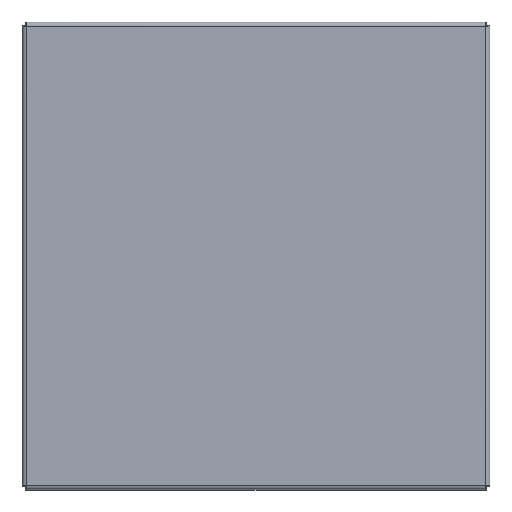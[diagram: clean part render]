
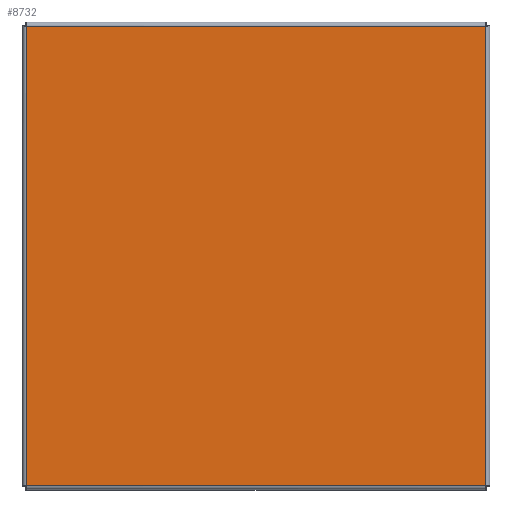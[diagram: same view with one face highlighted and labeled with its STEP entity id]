
A CAD part, top view. The second image highlights one B-rep face of the part: STEP entity #8732.
In plain terms, the highlighted planar face has unit normal (0, 0, 1).
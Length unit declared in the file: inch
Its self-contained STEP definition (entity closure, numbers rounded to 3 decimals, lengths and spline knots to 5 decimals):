
#146 = CARTESIAN_POINT ( 'NONE',  ( 5.0625, 5.0625, 0.074 ) ) ;
#382 = LINE ( 'NONE', #2415, #10075 ) ;
#1022 = VERTEX_POINT ( 'NONE', #6989 ) ;
#1069 = ORIENTED_EDGE ( 'NONE', *, *, #8925, .T. ) ;
#1119 = DIRECTION ( 'NONE',  ( 1., 0., 0. ) ) ;
#1528 = EDGE_CURVE ( 'NONE', #8436, #11208, #5786, .T. ) ;
#1854 = VECTOR ( 'NONE', #2961, 39.37008 ) ;
#2139 = LINE ( 'NONE', #3040, #1854 ) ;
#2415 = CARTESIAN_POINT ( 'NONE',  ( 7.54895, 10.0354, 0.074 ) ) ;
#2855 = EDGE_CURVE ( 'NONE', #12018, #1022, #4588, .T. ) ;
#2908 = PLANE ( 'NONE',  #4350 ) ;
#2961 = DIRECTION ( 'NONE',  ( 1., 0., 0. ) ) ;
#3040 = CARTESIAN_POINT ( 'NONE',  ( 2.57605, 0.0896, 0.074 ) ) ;
#3264 = VECTOR ( 'NONE', #10832, 39.37008 ) ;
#3368 = DIRECTION ( 'NONE',  ( -1., 0., 0. ) ) ;
#3406 = ORIENTED_EDGE ( 'NONE', *, *, #3580, .T. ) ;
#3580 = EDGE_CURVE ( 'NONE', #11208, #12018, #2139, .T. ) ;
#4289 = CARTESIAN_POINT ( 'NONE',  ( 10.0354, 0.0896, 0.074 ) ) ;
#4350 = AXIS2_PLACEMENT_3D ( 'NONE', #146, #6718, #1119 ) ;
#4588 = LINE ( 'NONE', #8329, #11818 ) ;
#4782 = CARTESIAN_POINT ( 'NONE',  ( 0.0896, 0.0896, 0.074 ) ) ;
#4975 = DIRECTION ( 'NONE',  ( 0., 1., 0. ) ) ;
#5786 = LINE ( 'NONE', #11109, #3264 ) ;
#6050 = EDGE_LOOP ( 'NONE', ( #10231, #1069, #6461, #3406 ) ) ;
#6461 = ORIENTED_EDGE ( 'NONE', *, *, #1528, .T. ) ;
#6718 = DIRECTION ( 'NONE',  ( 0., 0., 1. ) ) ;
#6989 = CARTESIAN_POINT ( 'NONE',  ( 10.0354, 10.0354, 0.074 ) ) ;
#8329 = CARTESIAN_POINT ( 'NONE',  ( 10.0354, 2.57605, 0.074 ) ) ;
#8436 = VERTEX_POINT ( 'NONE', #10060 ) ;
#8732 = ADVANCED_FACE ( 'NONE', ( #11421 ), #2908, .T. ) ;
#8925 = EDGE_CURVE ( 'NONE', #1022, #8436, #382, .T. ) ;
#10060 = CARTESIAN_POINT ( 'NONE',  ( 0.0896, 10.0354, 0.074 ) ) ;
#10075 = VECTOR ( 'NONE', #3368, 39.37008 ) ;
#10231 = ORIENTED_EDGE ( 'NONE', *, *, #2855, .T. ) ;
#10832 = DIRECTION ( 'NONE',  ( 0., -1., 0. ) ) ;
#11109 = CARTESIAN_POINT ( 'NONE',  ( 0.0896, 7.54895, 0.074 ) ) ;
#11208 = VERTEX_POINT ( 'NONE', #4782 ) ;
#11421 = FACE_OUTER_BOUND ( 'NONE', #6050, .T. ) ;
#11818 = VECTOR ( 'NONE', #4975, 39.37008 ) ;
#12018 = VERTEX_POINT ( 'NONE', #4289 ) ;
